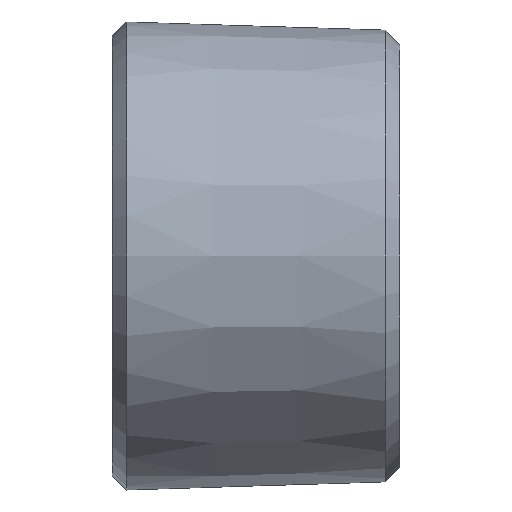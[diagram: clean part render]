
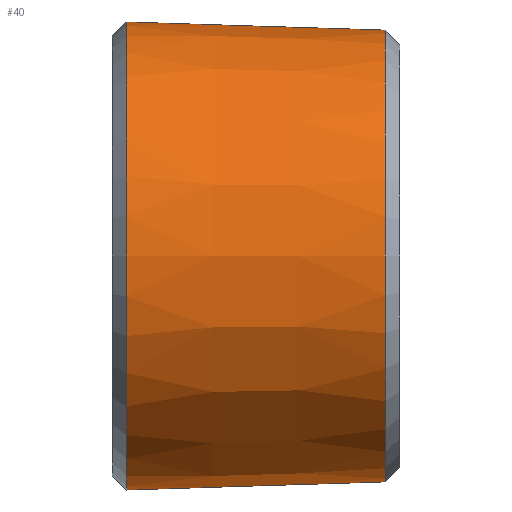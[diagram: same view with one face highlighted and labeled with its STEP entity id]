
A CAD part, front view. The second image highlights one B-rep face of the part: STEP entity #40.
In plain terms, the highlighted conical face has half-angle 1.8 degrees and reference radius 8.141 mm.
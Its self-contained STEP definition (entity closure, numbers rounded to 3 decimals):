
#40 = ADVANCED_FACE( '', ( #83, #84 ), #85, .T. );
#83 = FACE_BOUND( '', #130, .T. );
#84 = FACE_OUTER_BOUND( '', #131, .T. );
#85 = CONICAL_SURFACE( '', #132, 8.141, 0.031 );
#130 = EDGE_LOOP( '', ( #181 ) );
#131 = EDGE_LOOP( '', ( #182 ) );
#132 = AXIS2_PLACEMENT_3D( '', #183, #184, #185 );
#181 = ORIENTED_EDGE( '', *, *, #267, .F. );
#182 = ORIENTED_EDGE( '', *, *, #268, .T. );
#183 = CARTESIAN_POINT( '', ( 0.5, 0., 0. ) );
#184 = DIRECTION( '', ( -1., 0., 0. ) );
#185 = DIRECTION( '', ( 0., 0., 1. ) );
#267 = EDGE_CURVE( '', #309, #309, #310, .T. );
#268 = EDGE_CURVE( '', #311, #311, #312, .T. );
#309 = VERTEX_POINT( '', #367 );
#310 = CIRCLE( '', #368, 7.859 );
#311 = VERTEX_POINT( '', #369 );
#312 = CIRCLE( '', #370, 8.141 );
#367 = CARTESIAN_POINT( '', ( 9.5, 0., -7.859 ) );
#368 = AXIS2_PLACEMENT_3D( '', #416, #417, #418 );
#369 = CARTESIAN_POINT( '', ( 0.5, 0., -8.141 ) );
#370 = AXIS2_PLACEMENT_3D( '', #419, #420, #421 );
#416 = CARTESIAN_POINT( '', ( 9.5, 0., 0. ) );
#417 = DIRECTION( '', ( 1., 0., 0. ) );
#418 = DIRECTION( '', ( 0., 0., -1. ) );
#419 = CARTESIAN_POINT( '', ( 0.5, 0., 0. ) );
#420 = DIRECTION( '', ( 1., 0., 0. ) );
#421 = DIRECTION( '', ( 0., 0., -1. ) );
